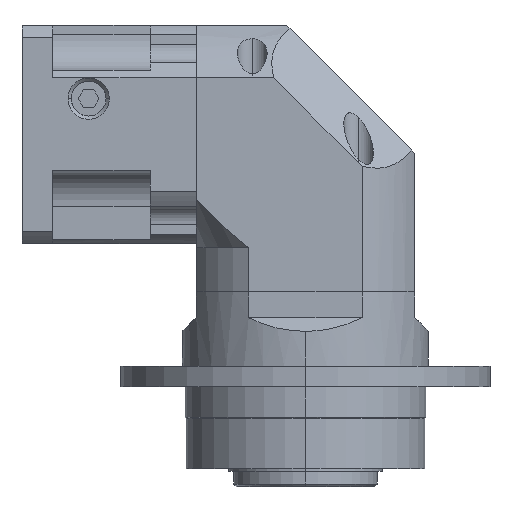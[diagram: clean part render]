
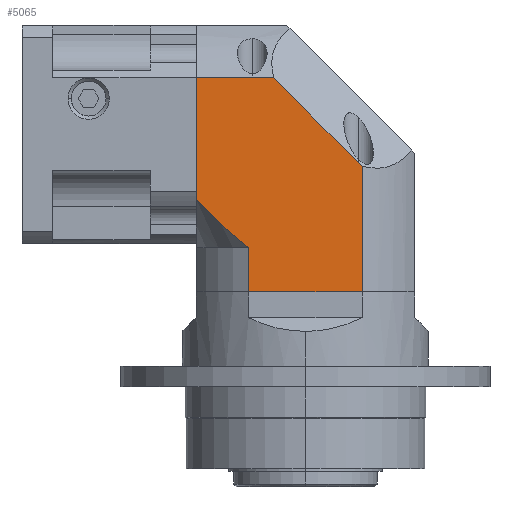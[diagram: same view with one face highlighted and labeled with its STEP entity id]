
A CAD part, left-side view. The second image highlights one B-rep face of the part: STEP entity #5065.
In plain terms, the highlighted planar face has unit normal (-1, 0, 0).
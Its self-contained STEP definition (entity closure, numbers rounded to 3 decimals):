
#1 = CARTESIAN_POINT ( 'NONE',  ( -21.3, -21.3, 0. ) ) ;
#13 = CARTESIAN_POINT ( 'NONE',  ( -21.3, -11.059, 8.6 ) ) ;
#158 = EDGE_CURVE ( 'NONE', #9517, #6860, #10126, .T. ) ;
#218 = VERTEX_POINT ( 'NONE', #2990 ) ;
#428 = CARTESIAN_POINT ( 'NONE',  ( -21.3, 11.059, 8.6 ) ) ;
#464 = ORIENTED_EDGE ( 'NONE', *, *, #6175, .T. ) ;
#813 = DIRECTION ( 'NONE',  ( 0., 0., -1. ) ) ;
#1082 = CARTESIAN_POINT ( 'NONE',  ( -21.3, 15.587, 12.273 ) ) ;
#1267 = VERTEX_POINT ( 'NONE', #8530 ) ;
#1354 = EDGE_CURVE ( 'NONE', #5815, #6860, #10123, .T. ) ;
#1362 = VECTOR ( 'NONE', #6388, 1000. ) ;
#1910 = VECTOR ( 'NONE', #3960, 1000. ) ;
#1992 = VERTEX_POINT ( 'NONE', #10494 ) ;
#2060 = CARTESIAN_POINT ( 'NONE',  ( -21.3, 12.939, 10.002 ) ) ;
#2729 = VERTEX_POINT ( 'NONE', #3834 ) ;
#2766 = EDGE_LOOP ( 'NONE', ( #6995, #464, #9018, #10760, #7236, #10738, #2937 ) ) ;
#2937 = ORIENTED_EDGE ( 'NONE', *, *, #1354, .T. ) ;
#2987 = VECTOR ( 'NONE', #9922, 1000. ) ;
#2990 = CARTESIAN_POINT ( 'NONE',  ( -21.3, 21.3, 18.028 ) ) ;
#3052 = CARTESIAN_POINT ( 'NONE',  ( -21.3, 11.059, 8.6 ) ) ;
#3350 = CARTESIAN_POINT ( 'NONE',  ( -21.3, 11.059, 0. ) ) ;
#3779 = LINE ( 'NONE', #428, #11249 ) ;
#3834 = CARTESIAN_POINT ( 'NONE',  ( -21.3, 11.059, 8.6 ) ) ;
#3859 = DIRECTION ( 'NONE',  ( 0., -1., 0. ) ) ;
#3890 = CARTESIAN_POINT ( 'NONE',  ( -21.3, -11.059, 24.513 ) ) ;
#3953 = EDGE_CURVE ( 'NONE', #1267, #218, #9109, .T. ) ;
#3960 = DIRECTION ( 'NONE',  ( 0., 0.707, 0.707 ) ) ;
#3970 = CARTESIAN_POINT ( 'NONE',  ( -21.3, 19.732, 16.321 ) ) ;
#4102 = CARTESIAN_POINT ( 'NONE',  ( -21.3, -21.3, 41.759 ) ) ;
#4927 = VECTOR ( 'NONE', #6791, 1000. ) ;
#4946 = CARTESIAN_POINT ( 'NONE',  ( -21.3, 21.3, 18.028 ) ) ;
#4952 = LINE ( 'NONE', #4102, #2987 ) ;
#5058 = CARTESIAN_POINT ( 'NONE',  ( -21.3, -11.059, 0. ) ) ;
#5065 = ADVANCED_FACE ( 'NONE', ( #11828 ), #10503, .F. ) ;
#5414 = CARTESIAN_POINT ( 'NONE',  ( -21.3, 21.3, 52. ) ) ;
#5654 = EDGE_CURVE ( 'NONE', #218, #2729, #6646, .T. ) ;
#5815 = VERTEX_POINT ( 'NONE', #3350 ) ;
#6175 = EDGE_CURVE ( 'NONE', #9517, #1992, #11646, .T. ) ;
#6388 = DIRECTION ( 'NONE',  ( 0., 0., -1. ) ) ;
#6614 = DIRECTION ( 'NONE',  ( 1., 0., 0. ) ) ;
#6646 = B_SPLINE_CURVE_WITH_KNOTS ( 'NONE', 3,
 ( #4946, #3970, #6900, #1082, #7872, #2060, #8864, #3052 ),
 .UNSPECIFIED., .F., .F.,
 ( 4, 2, 2, 4 ),
 ( 0.052, 0.059, 0.063, 0.066 ),
 .UNSPECIFIED. ) ;
#6791 = DIRECTION ( 'NONE',  ( 0., 0., -1. ) ) ;
#6860 = VERTEX_POINT ( 'NONE', #5058 ) ;
#6900 = CARTESIAN_POINT ( 'NONE',  ( -21.3, 18.12, 14.656 ) ) ;
#6995 = ORIENTED_EDGE ( 'NONE', *, *, #158, .F. ) ;
#7204 = DIRECTION ( 'NONE',  ( 0., 0., 1. ) ) ;
#7209 = VECTOR ( 'NONE', #3859, 1000. ) ;
#7236 = ORIENTED_EDGE ( 'NONE', *, *, #5654, .T. ) ;
#7872 = CARTESIAN_POINT ( 'NONE',  ( -21.3, 14.722, 11.498 ) ) ;
#8530 = CARTESIAN_POINT ( 'NONE',  ( -21.3, 21.3, 41.759 ) ) ;
#8536 = CARTESIAN_POINT ( 'NONE',  ( -21.3, -21.3, 52. ) ) ;
#8864 = CARTESIAN_POINT ( 'NONE',  ( -21.3, 12.019, 9.281 ) ) ;
#9018 = ORIENTED_EDGE ( 'NONE', *, *, #11591, .T. ) ;
#9109 = LINE ( 'NONE', #5414, #1362 ) ;
#9517 = VERTEX_POINT ( 'NONE', #3890 ) ;
#9681 = EDGE_CURVE ( 'NONE', #5815, #2729, #3779, .T. ) ;
#9781 = CARTESIAN_POINT ( 'NONE',  ( -21.3, -28.436, 7.136 ) ) ;
#9829 = AXIS2_PLACEMENT_3D ( 'NONE', #8536, #6614, #813 ) ;
#9922 = DIRECTION ( 'NONE',  ( 0., 1., 0. ) ) ;
#10123 = LINE ( 'NONE', #1, #7209 ) ;
#10126 = LINE ( 'NONE', #13, #4927 ) ;
#10494 = CARTESIAN_POINT ( 'NONE',  ( -21.3, 6.187, 41.759 ) ) ;
#10503 = PLANE ( 'NONE',  #9829 ) ;
#10738 = ORIENTED_EDGE ( 'NONE', *, *, #9681, .F. ) ;
#10760 = ORIENTED_EDGE ( 'NONE', *, *, #3953, .T. ) ;
#11249 = VECTOR ( 'NONE', #7204, 1000. ) ;
#11591 = EDGE_CURVE ( 'NONE', #1992, #1267, #4952, .T. ) ;
#11646 = LINE ( 'NONE', #9781, #1910 ) ;
#11828 = FACE_OUTER_BOUND ( 'NONE', #2766, .T. ) ;
